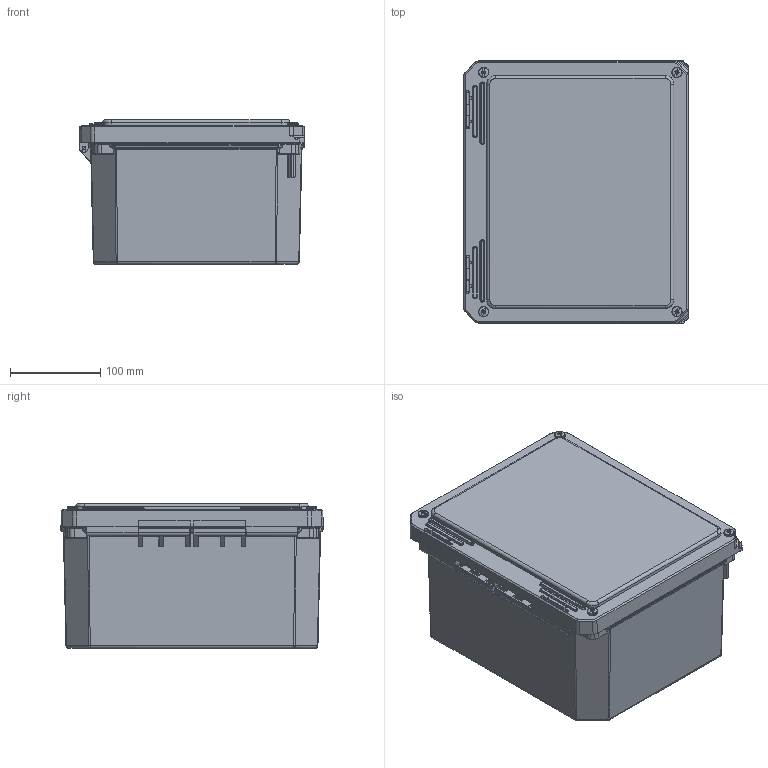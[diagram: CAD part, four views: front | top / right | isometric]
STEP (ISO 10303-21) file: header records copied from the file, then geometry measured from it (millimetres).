
FILE_DESCRIPTION (( 'STEP AP214' ), '1' );
FILE_NAME ('FR100806W.STEP', '2018-10-31T16:43:06', ( '' ), ( '' ), 'SwSTEP 2.0', 'SolidWorks 2018', '' );
FILE_SCHEMA (( 'AUTOMOTIVE_DESIGN' ));
Length unit declared in the file: inch
Products named in the file (1): FR100806W
Bounding box: 248.93 x 290.29 x 160.28 mm (x, y, z)
Volume: 1145133.4 mm3; surface area: 632011.4 mm2
Topology: 23 solids, 23 shells, 2041 faces, 5108 edges, 3020 vertices
Faces by surface type: cylinder 750, plane 665, bspline 514, cone 96, torus 16
Full cylindrical faces by diameter (mm): 3.48 x4, 3.861 x8, 3.962 x12, 5.055 x4, 5.563 x2, 5.766 x2, 6.248 x12, 6.401 x4, 6.426 x4, 7.937 x2, 11.049 x2, 11.43 x4
Entity records: 114773 total; most frequent: CARTESIAN_POINT 45871, ORIENTED_EDGE 9732, DIRECTION 6901, EDGE_CURVE 4866, VERTEX_POINT 2984, LINE 2387, VECTOR 2387, AXIS2_PLACEMENT_3D 2257
